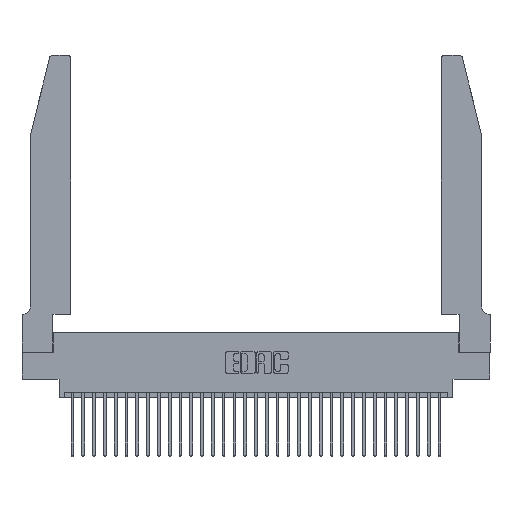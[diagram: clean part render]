
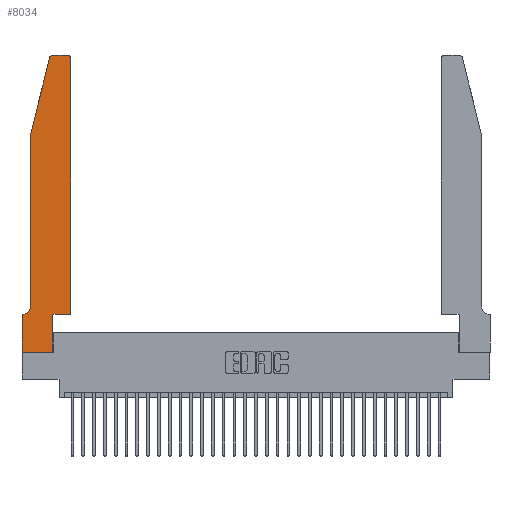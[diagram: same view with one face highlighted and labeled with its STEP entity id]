
A CAD part, top view. The second image highlights one B-rep face of the part: STEP entity #8034.
In plain terms, the highlighted planar face has unit normal (0, 0, 1).
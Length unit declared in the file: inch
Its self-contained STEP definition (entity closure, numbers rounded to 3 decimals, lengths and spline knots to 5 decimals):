
#425 = VERTEX_POINT ( 'NONE', #16563 ) ;
#2667 = VECTOR ( 'NONE', #27122, 39.37008 ) ;
#2985 = CARTESIAN_POINT ( 'NONE',  ( 0.0755, 2., 0.37 ) ) ;
#5174 = LINE ( 'NONE', #7698, #24064 ) ;
#5189 = DIRECTION ( 'NONE',  ( 0., 0., 1. ) ) ;
#5314 = ORIENTED_EDGE ( 'NONE', *, *, #22204, .T. ) ;
#5588 = DIRECTION ( 'NONE',  ( -0.239, -0.971, 0. ) ) ;
#5750 = VERTEX_POINT ( 'NONE', #15096 ) ;
#5996 = CARTESIAN_POINT ( 'NONE',  ( 0.0755, 2., 0.37 ) ) ;
#6951 = CARTESIAN_POINT ( 'NONE',  ( 0.4205, 2.75, 0.37 ) ) ;
#7202 = ORIENTED_EDGE ( 'NONE', *, *, #16959, .T. ) ;
#7301 = LINE ( 'NONE', #11068, #13311 ) ;
#7303 = CARTESIAN_POINT ( 'NONE',  ( 0.4505, 2.72, 0.37 ) ) ;
#7489 = CARTESIAN_POINT ( 'NONE',  ( 0.4505, 0.35, 0.37 ) ) ;
#7651 = ORIENTED_EDGE ( 'NONE', *, *, #19381, .T. ) ;
#7698 = CARTESIAN_POINT ( 'NONE',  ( 0., 0., 0.37 ) ) ;
#7700 = FACE_OUTER_BOUND ( 'NONE', #29828, .T. ) ;
#7873 = ORIENTED_EDGE ( 'NONE', *, *, #25829, .T. ) ;
#8034 = ADVANCED_FACE ( 'NONE', ( #7700 ), #24600, .T. ) ;
#9321 = DIRECTION ( 'NONE',  ( 1., 0., 0. ) ) ;
#9526 = VERTEX_POINT ( 'NONE', #9959 ) ;
#9603 = ORIENTED_EDGE ( 'NONE', *, *, #20375, .T. ) ;
#9783 = DIRECTION ( 'NONE',  ( -1., 0., 0. ) ) ;
#9959 = CARTESIAN_POINT ( 'NONE',  ( 0.25487, 2.72718, 0.37 ) ) ;
#10229 = VECTOR ( 'NONE', #27997, 39.37008 ) ;
#10230 = VERTEX_POINT ( 'NONE', #31232 ) ;
#10251 = DIRECTION ( 'NONE',  ( 0., -1., 0. ) ) ;
#10325 = ORIENTED_EDGE ( 'NONE', *, *, #25119, .T. ) ;
#10880 = VECTOR ( 'NONE', #5588, 39.37008 ) ;
#11068 = CARTESIAN_POINT ( 'NONE',  ( 0.0755, 0.35, 0.37 ) ) ;
#11255 = CARTESIAN_POINT ( 'NONE',  ( 0., 0., 0.37 ) ) ;
#11507 = CARTESIAN_POINT ( 'NONE',  ( 0.0055, 0.35, 0.37 ) ) ;
#11535 = CARTESIAN_POINT ( 'NONE',  ( 0.284, 2.75, 0.37 ) ) ;
#11547 = EDGE_CURVE ( 'NONE', #14113, #10230, #28732, .T. ) ;
#11776 = DIRECTION ( 'NONE',  ( 1., 0., 0. ) ) ;
#12182 = CARTESIAN_POINT ( 'NONE',  ( 0.4205, 2.72, 0.37 ) ) ;
#12859 = CARTESIAN_POINT ( 'NONE',  ( 0.0055, 0.42, 0.37 ) ) ;
#13182 = CARTESIAN_POINT ( 'NONE',  ( 0., 0.35, 0.37 ) ) ;
#13311 = VECTOR ( 'NONE', #23917, 39.37008 ) ;
#14113 = VERTEX_POINT ( 'NONE', #28826 ) ;
#14477 = ORIENTED_EDGE ( 'NONE', *, *, #17245, .T. ) ;
#14790 = DIRECTION ( 'NONE',  ( 1., 0., 0. ) ) ;
#15007 = AXIS2_PLACEMENT_3D ( 'NONE', #12182, #30119, #14790 ) ;
#15096 = CARTESIAN_POINT ( 'NONE',  ( 0.0755, 2., 0.37 ) ) ;
#15491 = DIRECTION ( 'NONE',  ( -1., 0., 0. ) ) ;
#15809 = CIRCLE ( 'NONE', #29813, 0.03 ) ;
#16390 = LINE ( 'NONE', #24560, #2667 ) ;
#16563 = CARTESIAN_POINT ( 'NONE',  ( 0.0755, 0.42, 0.37 ) ) ;
#16886 = ORIENTED_EDGE ( 'NONE', *, *, #28971, .T. ) ;
#16959 = EDGE_CURVE ( 'NONE', #30175, #30599, #7301, .T. ) ;
#17170 = CARTESIAN_POINT ( 'NONE',  ( 0.2865, 0., 0.37 ) ) ;
#17245 = EDGE_CURVE ( 'NONE', #24886, #27598, #24941, .T. ) ;
#17481 = CARTESIAN_POINT ( 'NONE',  ( 0.2605, 2.75, 0.37 ) ) ;
#17733 = VERTEX_POINT ( 'NONE', #11255 ) ;
#18121 = VECTOR ( 'NONE', #21380, 39.37008 ) ;
#18657 = CARTESIAN_POINT ( 'NONE',  ( 0.4505, 0.35, 0.37 ) ) ;
#19381 = EDGE_CURVE ( 'NONE', #30599, #17733, #5174, .T. ) ;
#20375 = EDGE_CURVE ( 'NONE', #28205, #14113, #16390, .T. ) ;
#20591 = CARTESIAN_POINT ( 'NONE',  ( 0.284, 2.72, 0.37 ) ) ;
#20835 = AXIS2_PLACEMENT_3D ( 'NONE', #22024, #27153, #11776 ) ;
#21201 = DIRECTION ( 'NONE',  ( 1., 0., 0. ) ) ;
#21270 = ORIENTED_EDGE ( 'NONE', *, *, #21537, .T. ) ;
#21380 = DIRECTION ( 'NONE',  ( 0., -1., 0. ) ) ;
#21537 = EDGE_CURVE ( 'NONE', #10230, #24886, #29876, .T. ) ;
#21940 = VECTOR ( 'NONE', #21201, 39.37008 ) ;
#21966 = ORIENTED_EDGE ( 'NONE', *, *, #11547, .T. ) ;
#22024 = CARTESIAN_POINT ( 'NONE',  ( 0., 0.35, 0.37 ) ) ;
#22204 = EDGE_CURVE ( 'NONE', #27598, #27495, #25050, .T. ) ;
#22905 = AXIS2_PLACEMENT_3D ( 'NONE', #12859, #30804, #15491 ) ;
#23187 = DIRECTION ( 'NONE',  ( 1., 0., 0. ) ) ;
#23331 = VECTOR ( 'NONE', #9321, 39.37008 ) ;
#23474 = VECTOR ( 'NONE', #9783, 39.37008 ) ;
#23550 = EDGE_CURVE ( 'NONE', #425, #30175, #31054, .T. ) ;
#23917 = DIRECTION ( 'NONE',  ( -1., 0., 0. ) ) ;
#24064 = VECTOR ( 'NONE', #10251, 39.37008 ) ;
#24112 = LINE ( 'NONE', #5996, #18121 ) ;
#24560 = CARTESIAN_POINT ( 'NONE',  ( 0.2865, 0.35, 0.37 ) ) ;
#24600 = PLANE ( 'NONE',  #20835 ) ;
#24886 = VERTEX_POINT ( 'NONE', #7303 ) ;
#24941 = CIRCLE ( 'NONE', #15007, 0.03 ) ;
#25050 = LINE ( 'NONE', #17481, #23474 ) ;
#25119 = EDGE_CURVE ( 'NONE', #9526, #5750, #31341, .T. ) ;
#25335 = ORIENTED_EDGE ( 'NONE', *, *, #23550, .T. ) ;
#25829 = EDGE_CURVE ( 'NONE', #5750, #425, #24112, .T. ) ;
#26593 = EDGE_CURVE ( 'NONE', #17733, #28205, #30903, .T. ) ;
#27122 = DIRECTION ( 'NONE',  ( 0., 1., 0. ) ) ;
#27153 = DIRECTION ( 'NONE',  ( 0., 0., 1. ) ) ;
#27495 = VERTEX_POINT ( 'NONE', #11535 ) ;
#27598 = VERTEX_POINT ( 'NONE', #6951 ) ;
#27997 = DIRECTION ( 'NONE',  ( 0., 1., 0. ) ) ;
#28205 = VERTEX_POINT ( 'NONE', #17170 ) ;
#28732 = LINE ( 'NONE', #18657, #21940 ) ;
#28826 = CARTESIAN_POINT ( 'NONE',  ( 0.2865, 0.35, 0.37 ) ) ;
#28971 = EDGE_CURVE ( 'NONE', #27495, #9526, #15809, .T. ) ;
#29813 = AXIS2_PLACEMENT_3D ( 'NONE', #20591, #5189, #23187 ) ;
#29828 = EDGE_LOOP ( 'NONE', ( #5314, #16886, #10325, #7873, #25335, #7202, #7651, #31135, #9603, #21966, #21270, #14477 ) ) ;
#29876 = LINE ( 'NONE', #7489, #10229 ) ;
#30119 = DIRECTION ( 'NONE',  ( 0., 0., 1. ) ) ;
#30175 = VERTEX_POINT ( 'NONE', #11507 ) ;
#30599 = VERTEX_POINT ( 'NONE', #13182 ) ;
#30804 = DIRECTION ( 'NONE',  ( 0., 0., -1. ) ) ;
#30903 = LINE ( 'NONE', #32292, #23331 ) ;
#31054 = CIRCLE ( 'NONE', #22905, 0.07 ) ;
#31135 = ORIENTED_EDGE ( 'NONE', *, *, #26593, .T. ) ;
#31232 = CARTESIAN_POINT ( 'NONE',  ( 0.4505, 0.35, 0.37 ) ) ;
#31341 = LINE ( 'NONE', #2985, #10880 ) ;
#32292 = CARTESIAN_POINT ( 'NONE',  ( 0., 0., 0.37 ) ) ;
